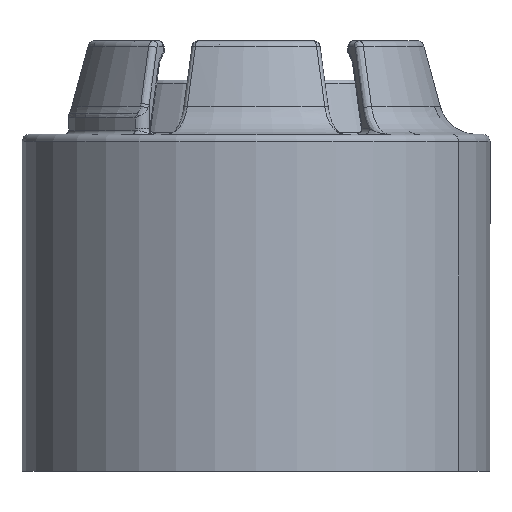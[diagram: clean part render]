
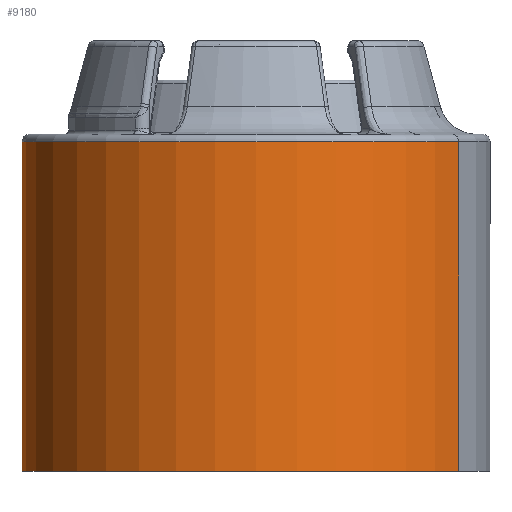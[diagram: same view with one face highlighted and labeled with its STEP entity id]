
A CAD part, left-side view. The second image highlights one B-rep face of the part: STEP entity #9180.
In plain terms, the highlighted cylindrical face has radius 12.5 mm (diameter 25 mm), a partial arc.
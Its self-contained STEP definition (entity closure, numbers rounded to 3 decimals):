
#324 = CARTESIAN_POINT ( 'NONE',  ( -6.25, -10.825, 0. ) ) ;
#478 = CARTESIAN_POINT ( 'NONE',  ( 0., 0., -76.317 ) ) ;
#2525 = CARTESIAN_POINT ( 'NONE',  ( 6.25, 10.825, 0. ) ) ;
#3771 = AXIS2_PLACEMENT_3D ( 'NONE', #12340, #10512, #6740 ) ;
#4749 = CARTESIAN_POINT ( 'NONE',  ( 0., 0., -58.717 ) ) ;
#6740 = DIRECTION ( 'NONE',  ( -0.5, -0.866, 0. ) ) ;
#7061 = CARTESIAN_POINT ( 'NONE',  ( 6.25, 10.825, -76.317 ) ) ;
#7380 = VERTEX_POINT ( 'NONE', #19113 ) ;
#7431 = EDGE_LOOP ( 'NONE', ( #19363, #13236, #16950, #23627 ) ) ;
#7488 = VERTEX_POINT ( 'NONE', #7061 ) ;
#8591 = DIRECTION ( 'NONE',  ( 0., 0., -1. ) ) ;
#9180 = ADVANCED_FACE ( 'NONE', ( #15500 ), #21567, .T. ) ;
#10512 = DIRECTION ( 'NONE',  ( 0., 0., 1. ) ) ;
#11520 = DIRECTION ( 'NONE',  ( -0.5, -0.866, 0. ) ) ;
#11921 = EDGE_CURVE ( 'NONE', #7488, #7380, #12006, .T. ) ;
#12006 = LINE ( 'NONE', #2525, #16019 ) ;
#12340 = CARTESIAN_POINT ( 'NONE',  ( 0., 0., 0. ) ) ;
#12588 = EDGE_CURVE ( 'NONE', #14369, #7380, #19167, .T. ) ;
#12987 = DIRECTION ( 'NONE',  ( 0., 0., 1. ) ) ;
#13236 = ORIENTED_EDGE ( 'NONE', *, *, #14039, .T. ) ;
#13455 = DIRECTION ( 'NONE',  ( 0., 0., 1. ) ) ;
#13784 = AXIS2_PLACEMENT_3D ( 'NONE', #478, #13455, #11520 ) ;
#13996 = EDGE_CURVE ( 'NONE', #16515, #14369, #22882, .T. ) ;
#14039 = EDGE_CURVE ( 'NONE', #7488, #16515, #19424, .T. ) ;
#14369 = VERTEX_POINT ( 'NONE', #15090 ) ;
#15090 = CARTESIAN_POINT ( 'NONE',  ( -6.25, -10.825, -58.717 ) ) ;
#15186 = DIRECTION ( 'NONE',  ( 0., 0., 1. ) ) ;
#15500 = FACE_OUTER_BOUND ( 'NONE', #7431, .T. ) ;
#16019 = VECTOR ( 'NONE', #15186, 1000. ) ;
#16515 = VERTEX_POINT ( 'NONE', #16796 ) ;
#16796 = CARTESIAN_POINT ( 'NONE',  ( -6.25, -10.825, -76.317 ) ) ;
#16950 = ORIENTED_EDGE ( 'NONE', *, *, #13996, .T. ) ;
#17561 = DIRECTION ( 'NONE',  ( 0.5, 0.866, 0. ) ) ;
#19113 = CARTESIAN_POINT ( 'NONE',  ( 6.25, 10.825, -58.717 ) ) ;
#19167 = CIRCLE ( 'NONE', #21859, 12.5 ) ;
#19363 = ORIENTED_EDGE ( 'NONE', *, *, #11921, .F. ) ;
#19424 = CIRCLE ( 'NONE', #13784, 12.5 ) ;
#21432 = VECTOR ( 'NONE', #12987, 1000. ) ;
#21567 = CYLINDRICAL_SURFACE ( 'NONE', #3771, 12.5 ) ;
#21859 = AXIS2_PLACEMENT_3D ( 'NONE', #4749, #8591, #17561 ) ;
#22882 = LINE ( 'NONE', #324, #21432 ) ;
#23627 = ORIENTED_EDGE ( 'NONE', *, *, #12588, .T. ) ;
